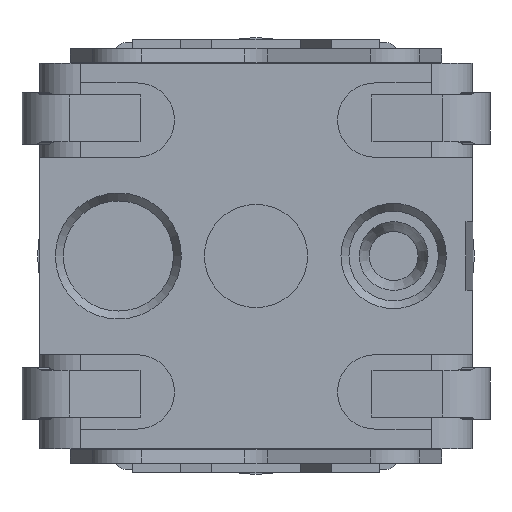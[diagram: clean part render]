
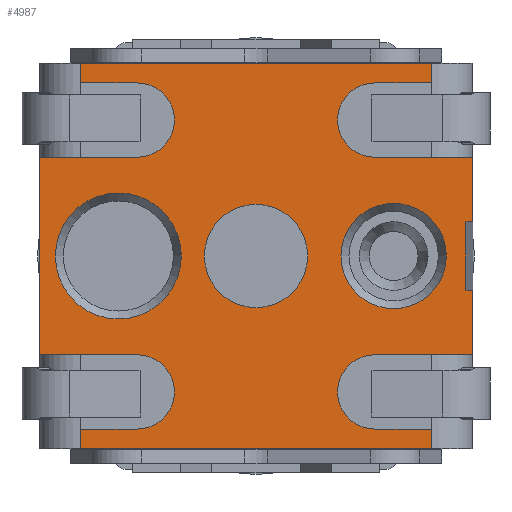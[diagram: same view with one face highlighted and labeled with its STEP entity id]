
A CAD part, front view. The second image highlights one B-rep face of the part: STEP entity #4987.
In plain terms, the highlighted planar face has unit normal (0, -1, 0).
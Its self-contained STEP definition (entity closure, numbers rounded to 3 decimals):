
#80=FACE_BOUND('',#549,.T.);
#81=FACE_BOUND('',#550,.T.);
#82=FACE_BOUND('',#551,.T.);
#97=PLANE('',#5301);
#289=FACE_OUTER_BOUND('',#548,.T.);
#548=EDGE_LOOP('',(#3284,#3285,#3286,#3287,#3288,#3289,#3290,#3291,#3292,
#3293,#3294,#3295,#3296,#3297,#3298,#3299,#3300,#3301,#3302,#3303,#3304,
#3305,#3306,#3307));
#549=EDGE_LOOP('',(#3308));
#550=EDGE_LOOP('',(#3309));
#551=EDGE_LOOP('',(#3310));
#823=LINE('',#7095,#1394);
#826=LINE('',#7101,#1397);
#828=LINE('',#7106,#1399);
#829=LINE('',#7108,#1400);
#830=LINE('',#7110,#1401);
#831=LINE('',#7112,#1402);
#832=LINE('',#7116,#1403);
#833=LINE('',#7118,#1404);
#834=LINE('',#7120,#1405);
#835=LINE('',#7121,#1406);
#836=LINE('',#7125,#1407);
#837=LINE('',#7127,#1408);
#838=LINE('',#7128,#1409);
#839=LINE('',#7130,#1410);
#840=LINE('',#7132,#1411);
#841=LINE('',#7134,#1412);
#842=LINE('',#7136,#1413);
#843=LINE('',#7140,#1414);
#844=LINE('',#7142,#1415);
#845=LINE('',#7143,#1416);
#1394=VECTOR('',#5715,1000.);
#1397=VECTOR('',#5720,1000.);
#1399=VECTOR('',#5724,1000.);
#1400=VECTOR('',#5725,1000.);
#1401=VECTOR('',#5726,1000.);
#1402=VECTOR('',#5727,1000.);
#1403=VECTOR('',#5730,1000.);
#1404=VECTOR('',#5731,1000.);
#1405=VECTOR('',#5732,1000.);
#1406=VECTOR('',#5733,1000.);
#1407=VECTOR('',#5736,1000.);
#1408=VECTOR('',#5737,1000.);
#1409=VECTOR('',#5738,1000.);
#1410=VECTOR('',#5739,1000.);
#1411=VECTOR('',#5740,1000.);
#1412=VECTOR('',#5741,1000.);
#1413=VECTOR('',#5742,1000.);
#1414=VECTOR('',#5745,1000.);
#1415=VECTOR('',#5746,1000.);
#1416=VECTOR('',#5747,1000.);
#1961=CIRCLE('',#5297,0.54);
#1963=CIRCLE('',#5302,0.54);
#1964=CIRCLE('',#5303,0.54);
#1965=CIRCLE('',#5304,0.54);
#1966=CIRCLE('',#5305,0.75);
#1967=CIRCLE('',#5306,0.915);
#1968=CIRCLE('',#5307,0.765);
#2092=VERTEX_POINT('',#7080);
#2093=VERTEX_POINT('',#7081);
#2098=VERTEX_POINT('',#7092);
#2099=VERTEX_POINT('',#7094);
#2101=VERTEX_POINT('',#7099);
#2102=VERTEX_POINT('',#7104);
#2103=VERTEX_POINT('',#7105);
#2104=VERTEX_POINT('',#7107);
#2105=VERTEX_POINT('',#7109);
#2106=VERTEX_POINT('',#7111);
#2107=VERTEX_POINT('',#7113);
#2108=VERTEX_POINT('',#7115);
#2109=VERTEX_POINT('',#7117);
#2110=VERTEX_POINT('',#7119);
#2111=VERTEX_POINT('',#7122);
#2112=VERTEX_POINT('',#7124);
#2113=VERTEX_POINT('',#7126);
#2114=VERTEX_POINT('',#7129);
#2115=VERTEX_POINT('',#7131);
#2116=VERTEX_POINT('',#7133);
#2117=VERTEX_POINT('',#7135);
#2118=VERTEX_POINT('',#7137);
#2119=VERTEX_POINT('',#7139);
#2120=VERTEX_POINT('',#7141);
#2121=VERTEX_POINT('',#7144);
#2122=VERTEX_POINT('',#7146);
#2123=VERTEX_POINT('',#7148);
#2562=EDGE_CURVE('',#2092,#2093,#1961,.T.);
#2568=EDGE_CURVE('',#2099,#2098,#823,.T.);
#2571=EDGE_CURVE('',#2093,#2101,#826,.T.);
#2573=EDGE_CURVE('',#2102,#2103,#828,.T.);
#2574=EDGE_CURVE('',#2102,#2104,#829,.T.);
#2575=EDGE_CURVE('',#2105,#2104,#830,.T.);
#2576=EDGE_CURVE('',#2106,#2105,#831,.T.);
#2577=EDGE_CURVE('',#2106,#2107,#1963,.T.);
#2578=EDGE_CURVE('',#2107,#2108,#832,.T.);
#2579=EDGE_CURVE('',#2109,#2108,#833,.T.);
#2580=EDGE_CURVE('',#2110,#2109,#834,.T.);
#2581=EDGE_CURVE('',#2110,#2099,#835,.T.);
#2582=EDGE_CURVE('',#2098,#2111,#1964,.T.);
#2583=EDGE_CURVE('',#2112,#2111,#836,.T.);
#2584=EDGE_CURVE('',#2113,#2112,#837,.T.);
#2585=EDGE_CURVE('',#2113,#2092,#838,.T.);
#2586=EDGE_CURVE('',#2114,#2101,#839,.T.);
#2587=EDGE_CURVE('',#2115,#2114,#840,.T.);
#2588=EDGE_CURVE('',#2115,#2116,#841,.T.);
#2589=EDGE_CURVE('',#2116,#2117,#842,.T.);
#2590=EDGE_CURVE('',#2117,#2118,#1965,.T.);
#2591=EDGE_CURVE('',#2118,#2119,#843,.T.);
#2592=EDGE_CURVE('',#2120,#2119,#844,.T.);
#2593=EDGE_CURVE('',#2103,#2120,#845,.T.);
#2594=EDGE_CURVE('',#2121,#2121,#1966,.T.);
#2595=EDGE_CURVE('',#2122,#2122,#1967,.T.);
#2596=EDGE_CURVE('',#2123,#2123,#1968,.T.);
#3284=ORIENTED_EDGE('',*,*,#2573,.F.);
#3285=ORIENTED_EDGE('',*,*,#2574,.T.);
#3286=ORIENTED_EDGE('',*,*,#2575,.F.);
#3287=ORIENTED_EDGE('',*,*,#2576,.F.);
#3288=ORIENTED_EDGE('',*,*,#2577,.T.);
#3289=ORIENTED_EDGE('',*,*,#2578,.T.);
#3290=ORIENTED_EDGE('',*,*,#2579,.F.);
#3291=ORIENTED_EDGE('',*,*,#2580,.F.);
#3292=ORIENTED_EDGE('',*,*,#2581,.T.);
#3293=ORIENTED_EDGE('',*,*,#2568,.T.);
#3294=ORIENTED_EDGE('',*,*,#2582,.T.);
#3295=ORIENTED_EDGE('',*,*,#2583,.F.);
#3296=ORIENTED_EDGE('',*,*,#2584,.F.);
#3297=ORIENTED_EDGE('',*,*,#2585,.T.);
#3298=ORIENTED_EDGE('',*,*,#2562,.T.);
#3299=ORIENTED_EDGE('',*,*,#2571,.T.);
#3300=ORIENTED_EDGE('',*,*,#2586,.F.);
#3301=ORIENTED_EDGE('',*,*,#2587,.F.);
#3302=ORIENTED_EDGE('',*,*,#2588,.T.);
#3303=ORIENTED_EDGE('',*,*,#2589,.T.);
#3304=ORIENTED_EDGE('',*,*,#2590,.T.);
#3305=ORIENTED_EDGE('',*,*,#2591,.T.);
#3306=ORIENTED_EDGE('',*,*,#2592,.F.);
#3307=ORIENTED_EDGE('',*,*,#2593,.F.);
#3308=ORIENTED_EDGE('',*,*,#2594,.F.);
#3309=ORIENTED_EDGE('',*,*,#2595,.F.);
#3310=ORIENTED_EDGE('',*,*,#2596,.F.);
#4987=ADVANCED_FACE('',(#289,#80,#81,#82),#97,.F.);
#5297=AXIS2_PLACEMENT_3D('',#7082,#5705,#5706);
#5301=AXIS2_PLACEMENT_3D('',#7103,#5722,#5723);
#5302=AXIS2_PLACEMENT_3D('',#7114,#5728,#5729);
#5303=AXIS2_PLACEMENT_3D('',#7123,#5734,#5735);
#5304=AXIS2_PLACEMENT_3D('',#7138,#5743,#5744);
#5305=AXIS2_PLACEMENT_3D('',#7145,#5748,#5749);
#5306=AXIS2_PLACEMENT_3D('',#7147,#5750,#5751);
#5307=AXIS2_PLACEMENT_3D('',#7149,#5752,#5753);
#5705=DIRECTION('center_axis',(0.,1.,0.));
#5706=DIRECTION('ref_axis',(1.,0.,0.));
#5715=DIRECTION('',(1.,0.,0.));
#5720=DIRECTION('',(-1.,0.,0.));
#5722=DIRECTION('center_axis',(0.,1.,0.));
#5723=DIRECTION('ref_axis',(0.,0.,1.));
#5724=DIRECTION('',(0.,0.,-1.));
#5725=DIRECTION('',(1.,0.,0.));
#5726=DIRECTION('',(0.,0.,-1.));
#5727=DIRECTION('',(1.,0.,0.));
#5728=DIRECTION('center_axis',(0.,1.,0.));
#5729=DIRECTION('ref_axis',(1.,0.,0.));
#5730=DIRECTION('',(1.,0.,0.));
#5731=DIRECTION('',(0.,0.,-1.));
#5732=DIRECTION('',(1.,0.,0.));
#5733=DIRECTION('',(0.,0.,-1.));
#5734=DIRECTION('center_axis',(0.,1.,0.));
#5735=DIRECTION('ref_axis',(1.,0.,0.));
#5736=DIRECTION('',(1.,0.,0.));
#5737=DIRECTION('',(0.,0.,1.));
#5738=DIRECTION('',(1.,0.,0.));
#5739=DIRECTION('',(0.,0.,1.));
#5740=DIRECTION('',(-1.,0.,0.));
#5741=DIRECTION('',(0.,0.,1.));
#5742=DIRECTION('',(-1.,0.,0.));
#5743=DIRECTION('center_axis',(0.,1.,0.));
#5744=DIRECTION('ref_axis',(1.,0.,0.));
#5745=DIRECTION('',(1.,0.,0.));
#5746=DIRECTION('',(0.,0.,-1.));
#5747=DIRECTION('',(1.,0.,0.));
#5748=DIRECTION('center_axis',(0.,-1.,0.));
#5749=DIRECTION('ref_axis',(0.,0.,-1.));
#5750=DIRECTION('center_axis',(0.,-1.,0.));
#5751=DIRECTION('ref_axis',(0.,0.,-1.));
#5752=DIRECTION('center_axis',(0.,-1.,0.));
#5753=DIRECTION('ref_axis',(0.,0.,-1.));
#7080=CARTESIAN_POINT('',(-1.725,-1.9,-1.435));
#7081=CARTESIAN_POINT('',(-1.725,-1.9,-2.515));
#7082=CARTESIAN_POINT('Origin',(-1.725,-1.9,-1.975));
#7092=CARTESIAN_POINT('',(-1.725,-1.9,2.515));
#7094=CARTESIAN_POINT('',(-2.55,-1.9,2.515));
#7095=CARTESIAN_POINT('',(-4.,-1.9,2.515));
#7099=CARTESIAN_POINT('',(-2.55,-1.9,-2.515));
#7101=CARTESIAN_POINT('',(-1.725,-1.9,-2.515));
#7103=CARTESIAN_POINT('Origin',(0.,-1.9,0.));
#7104=CARTESIAN_POINT('',(3.05,-1.9,0.5));
#7105=CARTESIAN_POINT('',(3.05,-1.9,-0.5));
#7106=CARTESIAN_POINT('',(3.05,-1.9,0.5));
#7107=CARTESIAN_POINT('',(3.15,-1.9,0.5));
#7108=CARTESIAN_POINT('',(3.05,-1.9,0.5));
#7109=CARTESIAN_POINT('',(3.15,-1.9,1.435));
#7110=CARTESIAN_POINT('',(3.15,-1.9,2.8));
#7111=CARTESIAN_POINT('',(1.725,-1.9,1.435));
#7112=CARTESIAN_POINT('',(0.,-1.9,1.435));
#7113=CARTESIAN_POINT('',(1.725,-1.9,2.515));
#7114=CARTESIAN_POINT('Origin',(1.725,-1.9,1.975));
#7115=CARTESIAN_POINT('',(2.55,-1.9,2.515));
#7116=CARTESIAN_POINT('',(1.725,-1.9,2.515));
#7117=CARTESIAN_POINT('',(2.55,-1.9,2.8));
#7118=CARTESIAN_POINT('',(2.55,-1.9,3.435));
#7119=CARTESIAN_POINT('',(-2.55,-1.9,2.8));
#7120=CARTESIAN_POINT('',(-3.15,-1.9,2.8));
#7121=CARTESIAN_POINT('',(-2.55,-1.9,3.435));
#7122=CARTESIAN_POINT('',(-1.725,-1.9,1.435));
#7123=CARTESIAN_POINT('Origin',(-1.725,-1.9,1.975));
#7124=CARTESIAN_POINT('',(-3.15,-1.9,1.435));
#7125=CARTESIAN_POINT('',(0.,-1.9,1.435));
#7126=CARTESIAN_POINT('',(-3.15,-1.9,-1.435));
#7127=CARTESIAN_POINT('',(-3.15,-1.9,-2.8));
#7128=CARTESIAN_POINT('',(0.,-1.9,-1.435));
#7129=CARTESIAN_POINT('',(-2.55,-1.9,-2.8));
#7130=CARTESIAN_POINT('',(-2.55,-1.9,-3.435));
#7131=CARTESIAN_POINT('',(2.55,-1.9,-2.8));
#7132=CARTESIAN_POINT('',(-1.8,-1.9,-2.8));
#7133=CARTESIAN_POINT('',(2.55,-1.9,-2.515));
#7134=CARTESIAN_POINT('',(2.55,-1.9,-3.435));
#7135=CARTESIAN_POINT('',(1.725,-1.9,-2.515));
#7136=CARTESIAN_POINT('',(4.,-1.9,-2.515));
#7137=CARTESIAN_POINT('',(1.725,-1.9,-1.435));
#7138=CARTESIAN_POINT('Origin',(1.725,-1.9,-1.975));
#7139=CARTESIAN_POINT('',(3.15,-1.9,-1.435));
#7140=CARTESIAN_POINT('',(0.,-1.9,-1.435));
#7141=CARTESIAN_POINT('',(3.15,-1.9,-0.5));
#7142=CARTESIAN_POINT('',(3.15,-1.9,2.8));
#7143=CARTESIAN_POINT('',(3.05,-1.9,-0.5));
#7144=CARTESIAN_POINT('',(0.,-1.9,0.75));
#7145=CARTESIAN_POINT('Origin',(0.,-1.9,0.));
#7146=CARTESIAN_POINT('',(-2.,-1.9,0.915));
#7147=CARTESIAN_POINT('Origin',(-2.,-1.9,0.));
#7148=CARTESIAN_POINT('',(2.,-1.9,0.765));
#7149=CARTESIAN_POINT('Origin',(2.,-1.9,0.));
